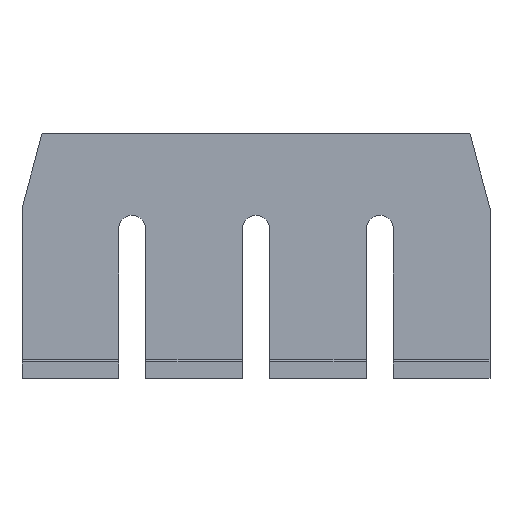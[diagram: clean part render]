
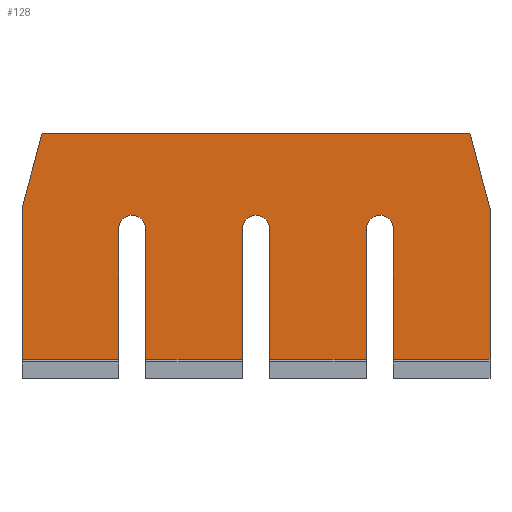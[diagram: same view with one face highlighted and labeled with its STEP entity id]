
A CAD part, top view. The second image highlights one B-rep face of the part: STEP entity #128.
In plain terms, the highlighted planar face has unit normal (0, 0, 1).
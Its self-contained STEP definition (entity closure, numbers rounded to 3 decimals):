
#3 = VERTEX_POINT ( 'NONE', #652 ) ;
#17 = VECTOR ( 'NONE', #1370, 1000. ) ;
#31 = VECTOR ( 'NONE', #711, 1000. ) ;
#49 = DIRECTION ( 'NONE',  ( 0., -1., 0. ) ) ;
#59 = LINE ( 'NONE', #1427, #919 ) ;
#65 = ORIENTED_EDGE ( 'NONE', *, *, #1594, .T. ) ;
#76 = CARTESIAN_POINT ( 'NONE',  ( 1., 18., 0. ) ) ;
#93 = ORIENTED_EDGE ( 'NONE', *, *, #637, .T. ) ;
#99 = ORIENTED_EDGE ( 'NONE', *, *, #1561, .T. ) ;
#101 = VECTOR ( 'NONE', #1492, 1000. ) ;
#123 = DIRECTION ( 'NONE',  ( -1., 0., 0. ) ) ;
#128 = ADVANCED_FACE ( 'NONE', ( #1413 ), #173, .F. ) ;
#142 = CARTESIAN_POINT ( 'NONE',  ( 17.2, 1.4, 0. ) ) ;
#165 = CIRCLE ( 'NONE', #1160, 1. ) ;
#173 = PLANE ( 'NONE',  #878 ) ;
#220 = VECTOR ( 'NONE', #1161, 1000. ) ;
#222 = CARTESIAN_POINT ( 'NONE',  ( -17.2, 18., 0. ) ) ;
#229 = DIRECTION ( 'NONE',  ( -1., 0., 0. ) ) ;
#230 = CIRCLE ( 'NONE', #1270, 1. ) ;
#253 = VERTEX_POINT ( 'NONE', #989 ) ;
#255 = DIRECTION ( 'NONE',  ( 0., 0., -1. ) ) ;
#260 = VECTOR ( 'NONE', #605, 1000. ) ;
#279 = VERTEX_POINT ( 'NONE', #936 ) ;
#290 = VERTEX_POINT ( 'NONE', #962 ) ;
#291 = VERTEX_POINT ( 'NONE', #938 ) ;
#319 = ORIENTED_EDGE ( 'NONE', *, *, #1567, .T. ) ;
#328 = CARTESIAN_POINT ( 'NONE',  ( 10.1, 11., 0. ) ) ;
#377 = ORIENTED_EDGE ( 'NONE', *, *, #1610, .T. ) ;
#416 = ORIENTED_EDGE ( 'NONE', *, *, #1391, .F. ) ;
#447 = VECTOR ( 'NONE', #1288, 1000. ) ;
#451 = VERTEX_POINT ( 'NONE', #750 ) ;
#459 = VECTOR ( 'NONE', #123, 1000. ) ;
#462 = VECTOR ( 'NONE', #1157, 1000. ) ;
#485 = CARTESIAN_POINT ( 'NONE',  ( -8.1, 1.4, 0. ) ) ;
#486 = ORIENTED_EDGE ( 'NONE', *, *, #1607, .T. ) ;
#487 = CARTESIAN_POINT ( 'NONE',  ( -1., 11., 0. ) ) ;
#494 = LINE ( 'NONE', #142, #459 ) ;
#534 = LINE ( 'NONE', #607, #260 ) ;
#561 = CARTESIAN_POINT ( 'NONE',  ( -17.2, 12.5, 0. ) ) ;
#576 = VECTOR ( 'NONE', #1299, 1000. ) ;
#578 = ORIENTED_EDGE ( 'NONE', *, *, #1570, .T. ) ;
#598 = CARTESIAN_POINT ( 'NONE',  ( 15.726, 18., 0. ) ) ;
#605 = DIRECTION ( 'NONE',  ( -1., 0., 0. ) ) ;
#607 = CARTESIAN_POINT ( 'NONE',  ( 17.2, 1.4, 0. ) ) ;
#618 = CARTESIAN_POINT ( 'NONE',  ( 17.2, 1.4, 0. ) ) ;
#637 = EDGE_CURVE ( 'NONE', #672, #1305, #670, .T. ) ;
#643 = VERTEX_POINT ( 'NONE', #712 ) ;
#652 = CARTESIAN_POINT ( 'NONE',  ( -8.1, 11., 0. ) ) ;
#657 = DIRECTION ( 'NONE',  ( -1., 0., 0. ) ) ;
#659 = DIRECTION ( 'NONE',  ( 0., 0., -1. ) ) ;
#661 = CARTESIAN_POINT ( 'NONE',  ( 0., 11., 0. ) ) ;
#670 = LINE ( 'NONE', #726, #31 ) ;
#672 = VERTEX_POINT ( 'NONE', #705 ) ;
#675 = CARTESIAN_POINT ( 'NONE',  ( -10.1, 11., 0. ) ) ;
#686 = ORIENTED_EDGE ( 'NONE', *, *, #1491, .F. ) ;
#689 = ORIENTED_EDGE ( 'NONE', *, *, #1559, .T. ) ;
#690 = VECTOR ( 'NONE', #1426, 1000. ) ;
#705 = CARTESIAN_POINT ( 'NONE',  ( -1., 1.4, 0. ) ) ;
#711 = DIRECTION ( 'NONE',  ( 0., 1., 0. ) ) ;
#712 = CARTESIAN_POINT ( 'NONE',  ( 1., 11., 0. ) ) ;
#718 = ORIENTED_EDGE ( 'NONE', *, *, #745, .T. ) ;
#723 = LINE ( 'NONE', #1466, #101 ) ;
#726 = CARTESIAN_POINT ( 'NONE',  ( -1., 18., 0. ) ) ;
#745 = EDGE_CURVE ( 'NONE', #1305, #643, #230, .T. ) ;
#750 = CARTESIAN_POINT ( 'NONE',  ( 8.1, 11., 0. ) ) ;
#767 = ORIENTED_EDGE ( 'NONE', *, *, #1603, .F. ) ;
#781 = CIRCLE ( 'NONE', #1159, 1. ) ;
#835 = VERTEX_POINT ( 'NONE', #618 ) ;
#864 = VERTEX_POINT ( 'NONE', #675 ) ;
#878 = AXIS2_PLACEMENT_3D ( 'NONE', #222, #255, #229 ) ;
#884 = LINE ( 'NONE', #1359, #1474 ) ;
#900 = VECTOR ( 'NONE', #49, 1000. ) ;
#919 = VECTOR ( 'NONE', #1364, 1000. ) ;
#923 = EDGE_LOOP ( 'NONE', ( #689, #99, #416, #578, #1212, #960, #1259, #65, #767, #1396, #486, #377, #686, #93, #718, #1494, #1543, #319 ) ) ;
#925 = VERTEX_POINT ( 'NONE', #598 ) ;
#936 = CARTESIAN_POINT ( 'NONE',  ( -10.1, 1.4, 0. ) ) ;
#938 = CARTESIAN_POINT ( 'NONE',  ( 1., 1.4, 0. ) ) ;
#956 = LINE ( 'NONE', #1377, #17 ) ;
#960 = ORIENTED_EDGE ( 'NONE', *, *, #1577, .T. ) ;
#962 = CARTESIAN_POINT ( 'NONE',  ( -15.726, 18., 0. ) ) ;
#987 = LINE ( 'NONE', #1451, #690 ) ;
#989 = CARTESIAN_POINT ( 'NONE',  ( 10.1, 1.4, 0. ) ) ;
#991 = VERTEX_POINT ( 'NONE', #561 ) ;
#1026 = VECTOR ( 'NONE', #1167, 1000. ) ;
#1052 = LINE ( 'NONE', #1145, #1026 ) ;
#1075 = LINE ( 'NONE', #1178, #462 ) ;
#1107 = LINE ( 'NONE', #1232, #220 ) ;
#1133 = DIRECTION ( 'NONE',  ( -1., 0., 0. ) ) ;
#1135 = DIRECTION ( 'NONE',  ( 0., 0., -1. ) ) ;
#1137 = CARTESIAN_POINT ( 'NONE',  ( -9.1, 11., 0. ) ) ;
#1145 = CARTESIAN_POINT ( 'NONE',  ( -8.1, 18., 0. ) ) ;
#1157 = DIRECTION ( 'NONE',  ( 0., 1., 0. ) ) ;
#1159 = AXIS2_PLACEMENT_3D ( 'NONE', #1137, #1135, #1133 ) ;
#1160 = AXIS2_PLACEMENT_3D ( 'NONE', #1450, #1443, #1440 ) ;
#1161 = DIRECTION ( 'NONE',  ( -1., 0., 0. ) ) ;
#1167 = DIRECTION ( 'NONE',  ( 0., -1., 0. ) ) ;
#1178 = CARTESIAN_POINT ( 'NONE',  ( -10.1, 18., 0. ) ) ;
#1179 = LINE ( 'NONE', #76, #900 ) ;
#1212 = ORIENTED_EDGE ( 'NONE', *, *, #1574, .F. ) ;
#1232 = CARTESIAN_POINT ( 'NONE',  ( 17.2, 1.4, 0. ) ) ;
#1259 = ORIENTED_EDGE ( 'NONE', *, *, #1586, .F. ) ;
#1266 = CARTESIAN_POINT ( 'NONE',  ( 17.2, 12.5, 0. ) ) ;
#1268 = DIRECTION ( 'NONE',  ( 0., -1., 0. ) ) ;
#1270 = AXIS2_PLACEMENT_3D ( 'NONE', #661, #659, #657 ) ;
#1288 = DIRECTION ( 'NONE',  ( -1., 0., 0. ) ) ;
#1294 = VERTEX_POINT ( 'NONE', #485 ) ;
#1299 = DIRECTION ( 'NONE',  ( 0.259, 0.966, 0. ) ) ;
#1301 = LINE ( 'NONE', #1423, #1341 ) ;
#1303 = CARTESIAN_POINT ( 'NONE',  ( -17.2, 12.5, 0. ) ) ;
#1305 = VERTEX_POINT ( 'NONE', #487 ) ;
#1341 = VECTOR ( 'NONE', #1453, 1000. ) ;
#1347 = VERTEX_POINT ( 'NONE', #328 ) ;
#1359 = CARTESIAN_POINT ( 'NONE',  ( -17.2, 0., 0. ) ) ;
#1364 = DIRECTION ( 'NONE',  ( -1., 0., 0. ) ) ;
#1370 = DIRECTION ( 'NONE',  ( 0.259, -0.966, 0. ) ) ;
#1377 = CARTESIAN_POINT ( 'NONE',  ( 17.2, 12.5, 0. ) ) ;
#1380 = LINE ( 'NONE', #1587, #447 ) ;
#1391 = EDGE_CURVE ( 'NONE', #835, #253, #494, .T. ) ;
#1396 = ORIENTED_EDGE ( 'NONE', *, *, #1606, .T. ) ;
#1413 = FACE_OUTER_BOUND ( 'NONE', #923, .T. ) ;
#1423 = CARTESIAN_POINT ( 'NONE',  ( 17.2, 0., 0. ) ) ;
#1426 = DIRECTION ( 'NONE',  ( 0., 1., 0. ) ) ;
#1427 = CARTESIAN_POINT ( 'NONE',  ( -17.2, 18., 0. ) ) ;
#1438 = CARTESIAN_POINT ( 'NONE',  ( 8.1, 1.4, 0. ) ) ;
#1440 = DIRECTION ( 'NONE',  ( -1., 0., 0. ) ) ;
#1443 = DIRECTION ( 'NONE',  ( 0., 0., -1. ) ) ;
#1445 = EDGE_CURVE ( 'NONE', #1565, #291, #1380, .T. ) ;
#1450 = CARTESIAN_POINT ( 'NONE',  ( 9.1, 11., 0. ) ) ;
#1451 = CARTESIAN_POINT ( 'NONE',  ( 8.1, 18., 0. ) ) ;
#1453 = DIRECTION ( 'NONE',  ( 0., 1., 0. ) ) ;
#1466 = CARTESIAN_POINT ( 'NONE',  ( 10.1, 18., 0. ) ) ;
#1474 = VECTOR ( 'NONE', #1268, 1000. ) ;
#1491 = EDGE_CURVE ( 'NONE', #672, #1294, #534, .T. ) ;
#1492 = DIRECTION ( 'NONE',  ( 0., -1., 0. ) ) ;
#1494 = ORIENTED_EDGE ( 'NONE', *, *, #1534, .T. ) ;
#1504 = CARTESIAN_POINT ( 'NONE',  ( -17.2, 1.4, 0. ) ) ;
#1534 = EDGE_CURVE ( 'NONE', #643, #291, #1179, .T. ) ;
#1543 = ORIENTED_EDGE ( 'NONE', *, *, #1445, .F. ) ;
#1553 = VERTEX_POINT ( 'NONE', #1504 ) ;
#1559 = EDGE_CURVE ( 'NONE', #451, #1347, #165, .T. ) ;
#1561 = EDGE_CURVE ( 'NONE', #1347, #253, #723, .T. ) ;
#1565 = VERTEX_POINT ( 'NONE', #1438 ) ;
#1567 = EDGE_CURVE ( 'NONE', #1565, #451, #987, .T. ) ;
#1570 = EDGE_CURVE ( 'NONE', #835, #1600, #1301, .T. ) ;
#1574 = EDGE_CURVE ( 'NONE', #925, #1600, #956, .T. ) ;
#1577 = EDGE_CURVE ( 'NONE', #925, #290, #59, .T. ) ;
#1581 = LINE ( 'NONE', #1303, #576 ) ;
#1586 = EDGE_CURVE ( 'NONE', #991, #290, #1581, .T. ) ;
#1587 = CARTESIAN_POINT ( 'NONE',  ( 17.2, 1.4, 0. ) ) ;
#1594 = EDGE_CURVE ( 'NONE', #991, #1553, #884, .T. ) ;
#1600 = VERTEX_POINT ( 'NONE', #1266 ) ;
#1603 = EDGE_CURVE ( 'NONE', #279, #1553, #1107, .T. ) ;
#1606 = EDGE_CURVE ( 'NONE', #279, #864, #1075, .T. ) ;
#1607 = EDGE_CURVE ( 'NONE', #864, #3, #781, .T. ) ;
#1610 = EDGE_CURVE ( 'NONE', #3, #1294, #1052, .T. ) ;
